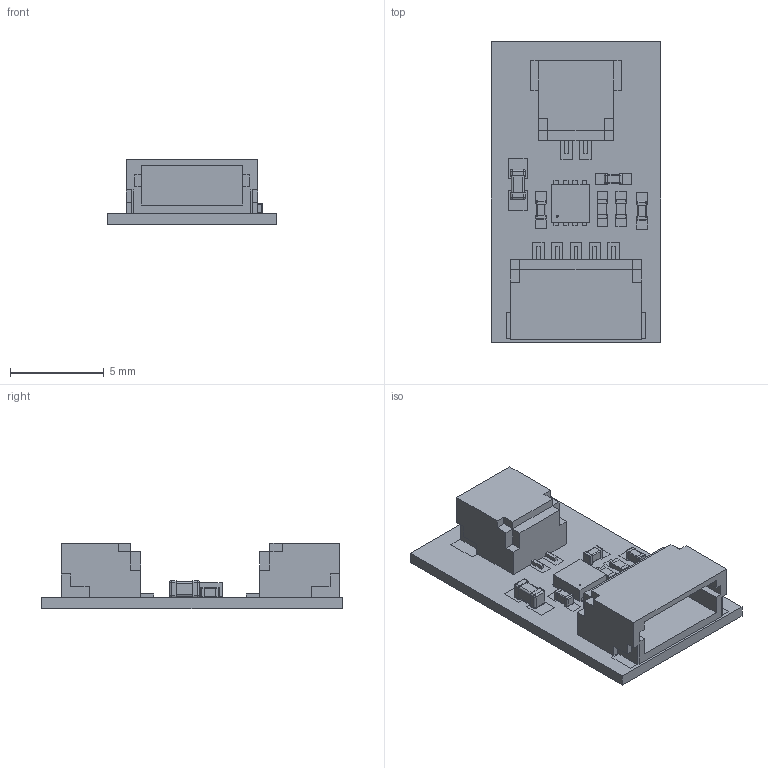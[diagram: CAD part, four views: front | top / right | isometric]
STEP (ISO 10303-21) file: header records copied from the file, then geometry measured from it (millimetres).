
FILE_DESCRIPTION(('FreeCAD Model'),'2;1');
FILE_NAME('Wireling_AMP_ASt1031_REV2-STEP.step','2020-07-31T17:29:43',('Author'),(''), 'Open CASCADE STEP processor 7.4','FreeCAD','Unknown');
FILE_SCHEMA(('AUTOMOTIVE_DESIGN { 1 0 10303 214 1 1 1 1 }'));
Length unit declared in the file: millimetre
Products named in the file (1): Wireling_AMP_ASt1031_REV2-STEP
Bounding box: 9 x 16 x 3.5 mm (x, y, z)
Volume: 256.1 mm3; surface area: 1015.8 mm2
Topology: 64 solids, 64 shells, 702 faces, 2367 edges, 2477 vertices
Faces by surface type: plane 546, cylinder 116, sphere 40
Full cylindrical faces by diameter (mm): 0.682 x8, 1.086 x4
Entity records: 56845 total; most frequent: CARTESIAN_POINT 10197, DIRECTION 7024, LINE 4454, VECTOR 4454, ORIENTED_EDGE 3134, PCURVE 3134, DEFINITIONAL_REPRESENTATION 3134, EDGE_CURVE 1567
